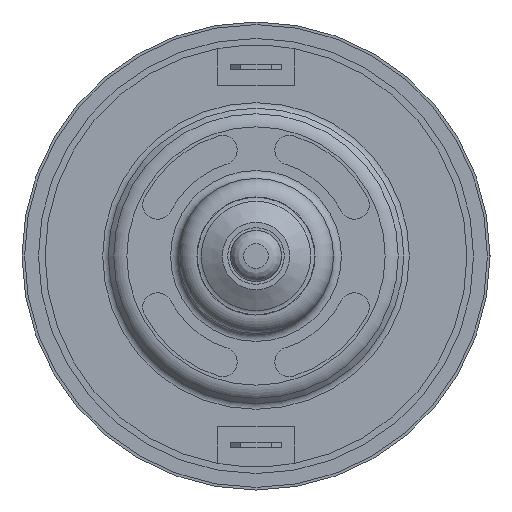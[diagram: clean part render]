
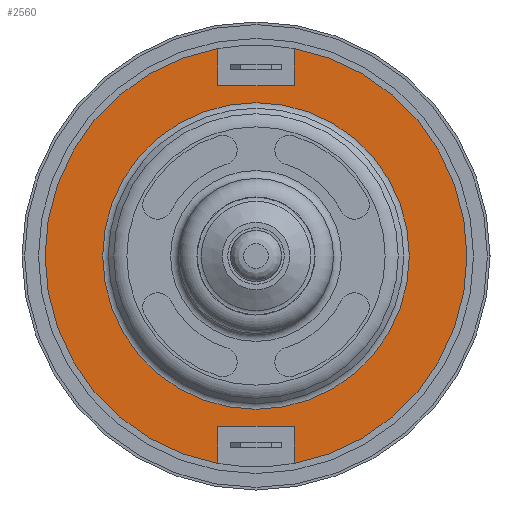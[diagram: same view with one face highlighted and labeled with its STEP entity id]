
A CAD part, left-side view. The second image highlights one B-rep face of the part: STEP entity #2560.
In plain terms, the highlighted planar face has unit normal (-1, 0, 0).
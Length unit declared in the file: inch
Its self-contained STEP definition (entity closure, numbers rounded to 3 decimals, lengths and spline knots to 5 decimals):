
#24=PLANE($,#2856);
#174=FACE_BOUND($,#514,.T.);
#286=FACE_OUTER_BOUND($,#513,.T.);
#513=EDGE_LOOP($,(#1996,#1997,#1998,#1999,#2000,#2001,#2002,#2003));
#514=EDGE_LOOP($,(#2004));
#687=LINE($,#4219,#886);
#688=LINE($,#4221,#887);
#689=LINE($,#4223,#888);
#690=LINE($,#4225,#889);
#691=LINE($,#4229,#890);
#692=LINE($,#4230,#891);
#886=VECTOR($,#3401,0.14);
#887=VECTOR($,#3402,0.14);
#888=VECTOR($,#3403,0.288);
#889=VECTOR($,#3404,0.14);
#890=VECTOR($,#3407,0.14);
#891=VECTOR($,#3408,0.288);
#1090=CIRCLE($,#2748,0.58043);
#1161=CIRCLE($,#2854,0.7985);
#1162=CIRCLE($,#2857,0.7985);
#1232=VERTEX_POINT($,#3959);
#1318=VERTEX_POINT($,#4197);
#1319=VERTEX_POINT($,#4200);
#1326=VERTEX_POINT($,#4218);
#1327=VERTEX_POINT($,#4220);
#1328=VERTEX_POINT($,#4222);
#1329=VERTEX_POINT($,#4224);
#1330=VERTEX_POINT($,#4226);
#1331=VERTEX_POINT($,#4228);
#1479=EDGE_CURVE($,#1232,#1232,#1090,.T.);
#1582=EDGE_CURVE($,#1318,#1319,#1161,.T.);
#1590=EDGE_CURVE($,#1326,#1318,#687,.T.);
#1591=EDGE_CURVE($,#1327,#1319,#688,.T.);
#1592=EDGE_CURVE($,#1328,#1327,#689,.T.);
#1593=EDGE_CURVE($,#1329,#1328,#690,.T.);
#1594=EDGE_CURVE($,#1329,#1330,#1162,.T.);
#1595=EDGE_CURVE($,#1330,#1331,#691,.T.);
#1596=EDGE_CURVE($,#1331,#1326,#692,.T.);
#1996=ORIENTED_EDGE($,*,*,#1590,.T.);
#1997=ORIENTED_EDGE($,*,*,#1582,.T.);
#1998=ORIENTED_EDGE($,*,*,#1591,.F.);
#1999=ORIENTED_EDGE($,*,*,#1592,.F.);
#2000=ORIENTED_EDGE($,*,*,#1593,.F.);
#2001=ORIENTED_EDGE($,*,*,#1594,.T.);
#2002=ORIENTED_EDGE($,*,*,#1595,.T.);
#2003=ORIENTED_EDGE($,*,*,#1596,.T.);
#2004=ORIENTED_EDGE($,*,*,#1479,.T.);
#2560=ADVANCED_FACE($,(#286,#174),#24,.T.);
#2748=AXIS2_PLACEMENT_3D($,#3960,#3145,#3146);
#2854=AXIS2_PLACEMENT_3D($,#4202,#3388,#3389);
#2856=AXIS2_PLACEMENT_3D($,#4217,#3399,#3400);
#2857=AXIS2_PLACEMENT_3D($,#4227,#3405,#3406);
#3145=DIRECTION('center_axis',(1.,0.,0.));
#3146=DIRECTION('ref_axis',(0.,0.,1.));
#3388=DIRECTION('center_axis',(-1.,0.,0.));
#3389=DIRECTION('ref_axis',(0.,0.,1.));
#3399=DIRECTION('center_axis',(-1.,0.,0.));
#3400=DIRECTION('ref_axis',(0.,0.,1.));
#3401=DIRECTION($,(0.,0.,1.));
#3402=DIRECTION($,(0.,0.,-1.));
#3403=DIRECTION($,(0.,1.,0.));
#3404=DIRECTION($,(0.,0.,1.));
#3405=DIRECTION('center_axis',(-1.,0.,0.));
#3406=DIRECTION('ref_axis',(0.,0.,1.));
#3407=DIRECTION($,(0.,0.,-1.));
#3408=DIRECTION($,(0.,1.,0.));
#3959=CARTESIAN_POINT('',(0.075,0.,0.58043));
#3960=CARTESIAN_POINT('Origin',(0.075,0.,0.));
#4197=CARTESIAN_POINT('',(0.075,0.144,0.78541));
#4200=CARTESIAN_POINT('',(0.075,0.144,-0.78541));
#4202=CARTESIAN_POINT('Origin',(0.075,0.,0.));
#4217=CARTESIAN_POINT('Origin',(0.075,0.,0.));
#4218=CARTESIAN_POINT('',(0.075,0.144,0.64541));
#4219=CARTESIAN_POINT($,(0.075,0.144,0.64541));
#4220=CARTESIAN_POINT('',(0.075,0.144,-0.64541));
#4221=CARTESIAN_POINT($,(0.075,0.144,-0.64541));
#4222=CARTESIAN_POINT('',(0.075,-0.144,-0.64541));
#4223=CARTESIAN_POINT($,(0.075,-0.144,-0.64541));
#4224=CARTESIAN_POINT('',(0.075,-0.144,-0.78541));
#4225=CARTESIAN_POINT($,(0.075,-0.144,-0.64541));
#4226=CARTESIAN_POINT('',(0.075,-0.144,0.78541));
#4227=CARTESIAN_POINT('Origin',(0.075,0.,0.));
#4228=CARTESIAN_POINT('',(0.075,-0.144,0.64541));
#4229=CARTESIAN_POINT($,(0.075,-0.144,0.64541));
#4230=CARTESIAN_POINT($,(0.075,-0.144,0.64541));
